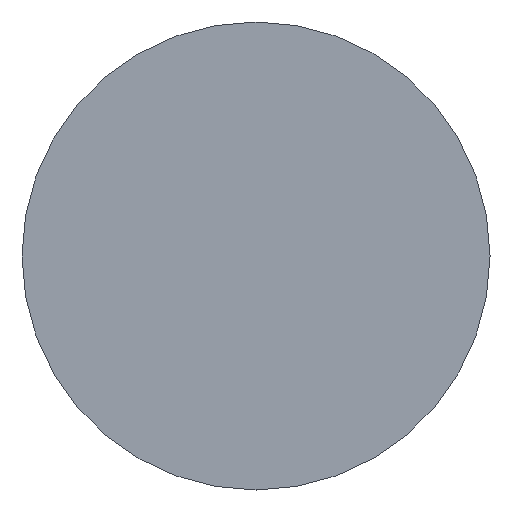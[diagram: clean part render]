
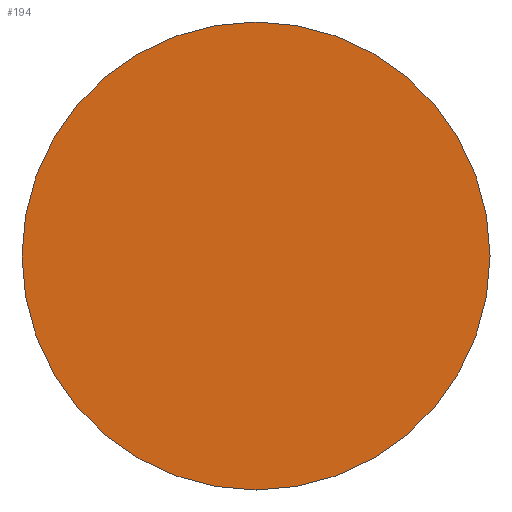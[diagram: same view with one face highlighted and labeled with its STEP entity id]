
A CAD part, front view. The second image highlights one B-rep face of the part: STEP entity #194.
In plain terms, the highlighted planar face has unit normal (0, -1, 0).
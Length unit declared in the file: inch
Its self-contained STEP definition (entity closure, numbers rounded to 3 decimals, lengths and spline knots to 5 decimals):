
#4 = VERTEX_POINT ( 'NONE', #24 ) ;
#22 = CARTESIAN_POINT ( 'NONE',  ( 0., 0., 0. ) ) ;
#24 = CARTESIAN_POINT ( 'NONE',  ( 0., 0., 0.15625 ) ) ;
#34 = AXIS2_PLACEMENT_3D ( 'NONE', #240, #296, #226 ) ;
#48 = CARTESIAN_POINT ( 'NONE',  ( 0., 0., 0. ) ) ;
#53 = PLANE ( 'NONE',  #34 ) ;
#68 = DIRECTION ( 'NONE',  ( 0., 0., -1. ) ) ;
#82 = EDGE_CURVE ( 'NONE', #4, #89, #190, .T. ) ;
#89 = VERTEX_POINT ( 'NONE', #91 ) ;
#90 = CIRCLE ( 'NONE', #305, 0.15625 ) ;
#91 = CARTESIAN_POINT ( 'NONE',  ( 0., 0., -0.15625 ) ) ;
#111 = ORIENTED_EDGE ( 'NONE', *, *, #82, .T. ) ;
#121 = DIRECTION ( 'NONE',  ( 0., -1., 0. ) ) ;
#141 = AXIS2_PLACEMENT_3D ( 'NONE', #22, #209, #283 ) ;
#169 = EDGE_LOOP ( 'NONE', ( #306, #111 ) ) ;
#180 = EDGE_CURVE ( 'NONE', #89, #4, #90, .T. ) ;
#190 = CIRCLE ( 'NONE', #141, 0.15625 ) ;
#194 = ADVANCED_FACE ( 'NONE', ( #197 ), #53, .T. ) ;
#197 = FACE_OUTER_BOUND ( 'NONE', #169, .T. ) ;
#209 = DIRECTION ( 'NONE',  ( 0., -1., 0. ) ) ;
#226 = DIRECTION ( 'NONE',  ( 0., 0., -1. ) ) ;
#240 = CARTESIAN_POINT ( 'NONE',  ( 0., 0., 0. ) ) ;
#283 = DIRECTION ( 'NONE',  ( 0., 0., -1. ) ) ;
#296 = DIRECTION ( 'NONE',  ( 0., -1., 0. ) ) ;
#305 = AXIS2_PLACEMENT_3D ( 'NONE', #48, #121, #68 ) ;
#306 = ORIENTED_EDGE ( 'NONE', *, *, #180, .T. ) ;
